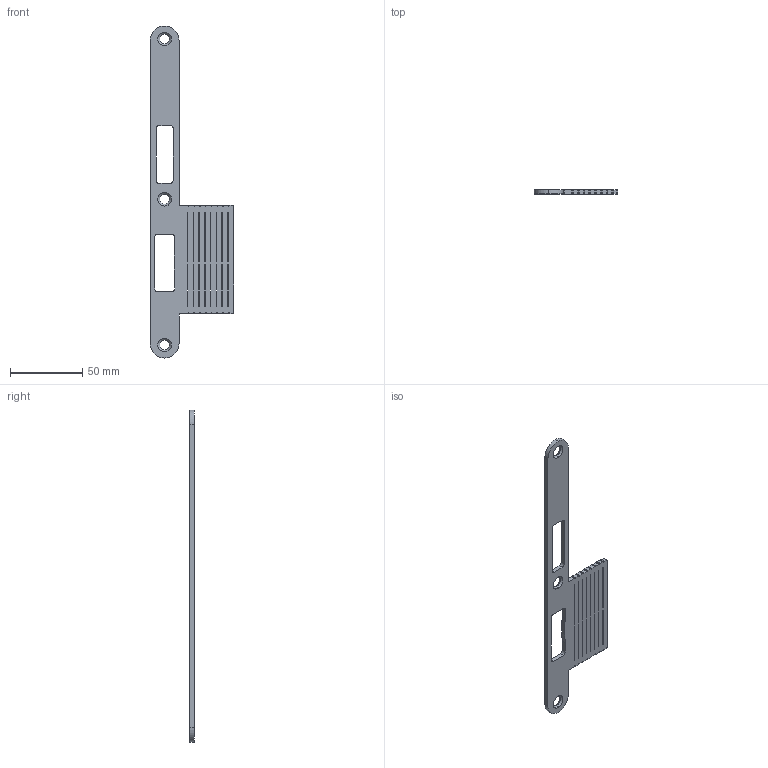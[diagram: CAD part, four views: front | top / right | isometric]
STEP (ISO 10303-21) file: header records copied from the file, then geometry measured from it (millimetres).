
FILE_DESCRIPTION (( 'STEP AP214' ), '1' );
FILE_NAME ('D001106228-000.STEP', '2022-11-09T08:54:27', ( '' ), ( '' ), 'SwSTEP 2.0', 'SolidWorks 2021', '' );
FILE_SCHEMA (( 'AUTOMOTIVE_DESIGN' ));
Length unit declared in the file: millimetre
Products named in the file (1): D001106228-000
Bounding box: 58 x 3 x 230 mm (x, y, z)
Volume: 18126.8 mm3; surface area: 17638.6 mm2
Topology: 1 solids, 1 shells, 188 faces, 546 edges, 360 vertices
Faces by surface type: plane 97, cylinder 79, cone 12
Entity records: 6342 total; most frequent: CARTESIAN_POINT 1095, DIRECTION 1094, ORIENTED_EDGE 1092, EDGE_CURVE 546, VECTOR 376, LINE 376, VERTEX_POINT 360, AXIS2_PLACEMENT_3D 359
